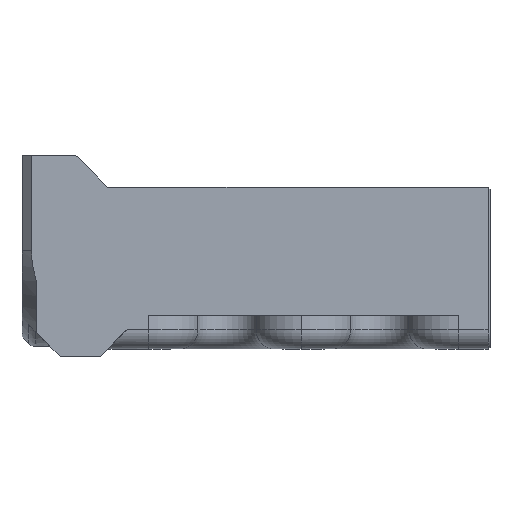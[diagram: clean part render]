
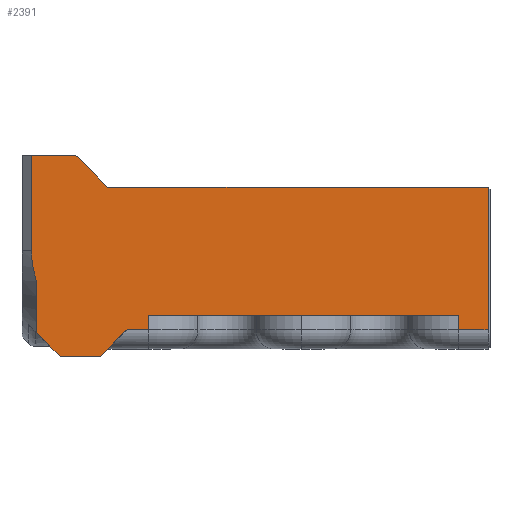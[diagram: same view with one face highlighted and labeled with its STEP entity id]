
A CAD part, top view. The second image highlights one B-rep face of the part: STEP entity #2391.
In plain terms, the highlighted planar face has unit normal (0, 0, 1).
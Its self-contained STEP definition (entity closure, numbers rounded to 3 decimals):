
#102=(
BOUNDED_CURVE()
B_SPLINE_CURVE(2,(#3384,#3385,#3386),.UNSPECIFIED.,.F.,.F.)
B_SPLINE_CURVE_WITH_KNOTS((3,3),(0.,0.325),.UNSPECIFIED.)
CURVE()
GEOMETRIC_REPRESENTATION_ITEM()
RATIONAL_B_SPLINE_CURVE((1.,1.012,1.))
REPRESENTATION_ITEM('')
);
#105=LINE('',#3350,#281);
#109=LINE('',#3366,#285);
#113=LINE('',#3382,#289);
#138=LINE('',#3446,#314);
#139=LINE('',#3448,#315);
#140=LINE('',#3450,#316);
#141=LINE('',#3452,#317);
#142=LINE('',#3454,#318);
#143=LINE('',#3456,#319);
#144=LINE('',#3458,#320);
#145=LINE('',#3460,#321);
#146=LINE('',#3462,#322);
#147=LINE('',#3464,#323);
#148=LINE('',#3466,#324);
#149=LINE('',#3467,#325);
#281=VECTOR('',#2761,10.);
#285=VECTOR('',#2767,10.);
#289=VECTOR('',#2773,10.);
#314=VECTOR('',#2818,10.);
#315=VECTOR('',#2819,10.);
#316=VECTOR('',#2820,10.);
#317=VECTOR('',#2821,5.5);
#318=VECTOR('',#2822,10.);
#319=VECTOR('',#2823,10.);
#320=VECTOR('',#2824,5.5);
#321=VECTOR('',#2825,10.);
#322=VECTOR('',#2826,10.);
#323=VECTOR('',#2827,10.);
#324=VECTOR('',#2828,10.);
#325=VECTOR('',#2829,10.);
#464=PLANE('',#2566);
#549=FACE_OUTER_BOUND('',#695,.T.);
#695=EDGE_LOOP('',(#1706,#1707,#1708,#1709,#1710,#1711,#1712,#1713,#1714,
#1715,#1716,#1717,#1718,#1719,#1720,#1721));
#1036=VERTEX_POINT('',#3346);
#1037=VERTEX_POINT('',#3348);
#1042=VERTEX_POINT('',#3364);
#1044=VERTEX_POINT('',#3375);
#1047=VERTEX_POINT('',#3380);
#1070=VERTEX_POINT('',#3445);
#1071=VERTEX_POINT('',#3447);
#1072=VERTEX_POINT('',#3449);
#1073=VERTEX_POINT('',#3451);
#1074=VERTEX_POINT('',#3453);
#1075=VERTEX_POINT('',#3455);
#1076=VERTEX_POINT('',#3457);
#1077=VERTEX_POINT('',#3459);
#1078=VERTEX_POINT('',#3461);
#1079=VERTEX_POINT('',#3463);
#1080=VERTEX_POINT('',#3465);
#1273=EDGE_CURVE('',#1036,#1037,#105,.T.);
#1279=EDGE_CURVE('',#1037,#1042,#109,.T.);
#1285=EDGE_CURVE('',#1047,#1044,#113,.T.);
#1286=EDGE_CURVE('',#1036,#1047,#102,.T.);
#1315=EDGE_CURVE('',#1042,#1070,#138,.T.);
#1316=EDGE_CURVE('',#1071,#1070,#139,.T.);
#1317=EDGE_CURVE('',#1072,#1071,#140,.T.);
#1318=EDGE_CURVE('',#1073,#1072,#141,.T.);
#1319=EDGE_CURVE('',#1073,#1074,#142,.T.);
#1320=EDGE_CURVE('',#1075,#1074,#143,.T.);
#1321=EDGE_CURVE('',#1076,#1075,#144,.T.);
#1322=EDGE_CURVE('',#1077,#1076,#145,.T.);
#1323=EDGE_CURVE('',#1078,#1077,#146,.T.);
#1324=EDGE_CURVE('',#1079,#1078,#147,.T.);
#1325=EDGE_CURVE('',#1079,#1080,#148,.T.);
#1326=EDGE_CURVE('',#1044,#1080,#149,.T.);
#1706=ORIENTED_EDGE('',*,*,#1285,.F.);
#1707=ORIENTED_EDGE('',*,*,#1286,.F.);
#1708=ORIENTED_EDGE('',*,*,#1273,.T.);
#1709=ORIENTED_EDGE('',*,*,#1279,.T.);
#1710=ORIENTED_EDGE('',*,*,#1315,.T.);
#1711=ORIENTED_EDGE('',*,*,#1316,.F.);
#1712=ORIENTED_EDGE('',*,*,#1317,.F.);
#1713=ORIENTED_EDGE('',*,*,#1318,.F.);
#1714=ORIENTED_EDGE('',*,*,#1319,.T.);
#1715=ORIENTED_EDGE('',*,*,#1320,.F.);
#1716=ORIENTED_EDGE('',*,*,#1321,.F.);
#1717=ORIENTED_EDGE('',*,*,#1322,.F.);
#1718=ORIENTED_EDGE('',*,*,#1323,.F.);
#1719=ORIENTED_EDGE('',*,*,#1324,.F.);
#1720=ORIENTED_EDGE('',*,*,#1325,.T.);
#1721=ORIENTED_EDGE('',*,*,#1326,.F.);
#2391=ADVANCED_FACE('',(#549),#464,.T.);
#2566=AXIS2_PLACEMENT_3D('',#3444,#2816,#2817);
#2761=DIRECTION('',(0.,-1.,0.));
#2767=DIRECTION('',(0.707,-0.707,0.));
#2773=DIRECTION('',(0.,1.,0.));
#2816=DIRECTION('center_axis',(0.,0.,1.));
#2817=DIRECTION('ref_axis',(1.,0.,0.));
#2818=DIRECTION('',(1.,0.,0.));
#2819=DIRECTION('',(-0.707,-0.707,0.));
#2820=DIRECTION('',(-1.,0.,0.));
#2821=DIRECTION('',(0.,-1.,0.));
#2822=DIRECTION('',(1.,0.,0.));
#2823=DIRECTION('',(-1.,0.,0.));
#2824=DIRECTION('',(0.,1.,0.));
#2825=DIRECTION('',(-1.,0.,0.));
#2826=DIRECTION('',(0.,-1.,0.));
#2827=DIRECTION('',(1.,0.,0.));
#2828=DIRECTION('',(-0.707,0.707,0.));
#2829=DIRECTION('',(1.,0.,0.));
#3346=CARTESIAN_POINT('',(192.983,101.98,10.));
#3348=CARTESIAN_POINT('',(192.983,96.631,10.));
#3350=CARTESIAN_POINT('',(192.983,97.419,10.));
#3364=CARTESIAN_POINT('',(195.483,94.131,10.));
#3366=CARTESIAN_POINT('',(192.971,96.644,10.));
#3375=CARTESIAN_POINT('',(192.483,115.181,10.));
#3380=CARTESIAN_POINT('',(192.483,105.181,10.));
#3382=CARTESIAN_POINT('',(192.483,95.181,10.));
#3384=CARTESIAN_POINT('Ctrl Pts',(192.983,101.98,10.));
#3385=CARTESIAN_POINT('Ctrl Pts',(192.483,103.619,10.));
#3386=CARTESIAN_POINT('Ctrl Pts',(192.483,105.181,10.));
#3444=CARTESIAN_POINT('Origin',(191.483,95.181,10.));
#3445=CARTESIAN_POINT('',(199.683,94.131,10.));
#3446=CARTESIAN_POINT('',(191.483,94.131,10.));
#3447=CARTESIAN_POINT('',(202.483,96.931,10.));
#3448=CARTESIAN_POINT('',(198.096,92.544,10.));
#3449=CARTESIAN_POINT('',(204.727,96.931,10.));
#3450=CARTESIAN_POINT('',(205.983,96.931,10.));
#3451=CARTESIAN_POINT('',(204.727,98.431,10.));
#3452=CARTESIAN_POINT('',(204.727,96.031,10.));
#3453=CARTESIAN_POINT('',(220.727,98.431,10.));
#3454=CARTESIAN_POINT('',(202.215,98.431,10.));
#3455=CARTESIAN_POINT('',(237.166,98.431,10.));
#3456=CARTESIAN_POINT('',(210.215,98.431,10.));
#3457=CARTESIAN_POINT('',(237.166,96.931,10.));
#3458=CARTESIAN_POINT('',(237.166,96.031,10.));
#3459=CARTESIAN_POINT('',(240.283,96.931,10.));
#3460=CARTESIAN_POINT('',(205.983,96.931,10.));
#3461=CARTESIAN_POINT('',(240.283,111.831,10.));
#3462=CARTESIAN_POINT('',(240.283,100.006,10.));
#3463=CARTESIAN_POINT('',(200.483,111.831,10.));
#3464=CARTESIAN_POINT('',(200.483,111.831,10.));
#3465=CARTESIAN_POINT('',(197.133,115.181,10.));
#3466=CARTESIAN_POINT('',(200.438,111.876,10.));
#3467=CARTESIAN_POINT('',(191.483,115.181,10.));
